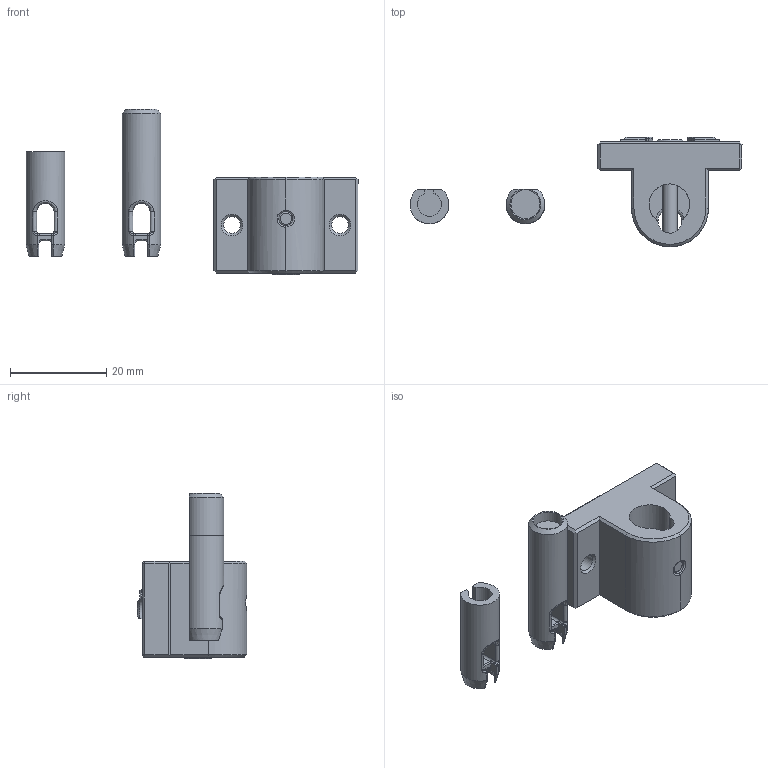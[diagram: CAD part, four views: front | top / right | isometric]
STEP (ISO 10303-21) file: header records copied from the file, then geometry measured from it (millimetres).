
FILE_DESCRIPTION(/* description */ (''),/* implementation_level */ '2;1');
FILE_NAME(/* name */ 'Unclicky Z pub v2.step',/* time_stamp */ '2022-04-09T19:54:30-05:00',/* author */ (''),/* organization */ (''),/* preprocessor_version */ 'ST-DEVELOPER v18.1',/* originating_system */ 'Autodesk Translation Framework v10.14.0.1471',/* authorisation */ '');
FILE_SCHEMA (('AUTOMOTIVE_DESIGN { 1 0 10303 214 3 1 1 }'));
Length unit declared in the file: millimetre
Products named in the file (5): Unclicky Z pub; Unklicky; Unklicky z; z Pin Mag; z Pin 5mm rod 
Assembly tree (4 placements, depth 3):
  Unclicky Z pub
    Unklicky
      Unklicky z
    z Pin Mag
    z Pin 5mm rod 
Bounding box: 69.15 x 22.82 x 34.38 mm (x, y, z)
Volume: 8301.4 mm3; surface area: 5661.2 mm2
Topology: 5 solids, 5 shells, 303 faces, 785 edges, 478 vertices
Faces by surface type: plane 108, cylinder 79, bspline 72, cone 23, torus 17, sphere 4
Full cylindrical faces by diameter (mm): 3 x2, 3.5 x2, 4.7 x1, 5 x1, 5.5 x1, 6 x1, 6.05 x1
Entity records: 12510 total; most frequent: CARTESIAN_POINT 5502, ORIENTED_EDGE 1552, DIRECTION 1268, EDGE_CURVE 776, VERTEX_POINT 478, AXIS2_PLACEMENT_3D 475, LINE 318, VECTOR 318
